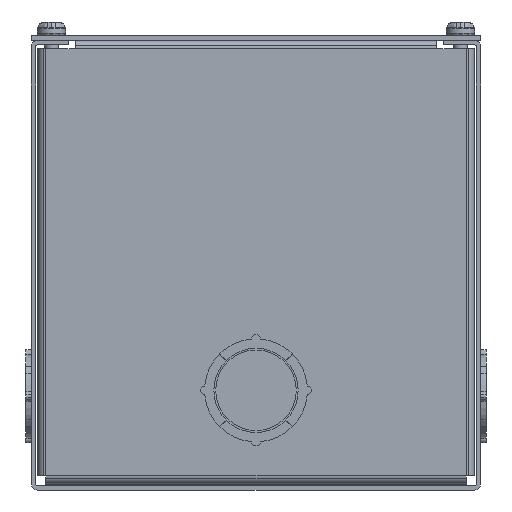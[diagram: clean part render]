
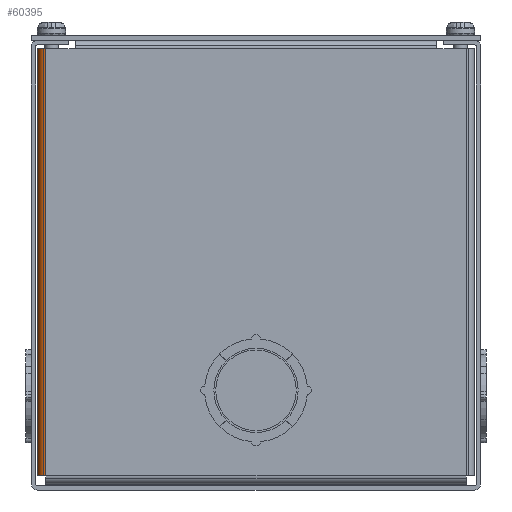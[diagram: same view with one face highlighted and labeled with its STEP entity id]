
A CAD part, front view. The second image highlights one B-rep face of the part: STEP entity #60395.
In plain terms, the highlighted cylindrical face has radius 2.743 mm (diameter 5.486 mm), a partial arc.
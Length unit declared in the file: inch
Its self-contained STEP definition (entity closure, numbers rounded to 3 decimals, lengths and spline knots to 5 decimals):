
#23 = DIRECTION ( 'NONE',  ( 0., 0., -1. ) ) ;
#3772 = CARTESIAN_POINT ( 'NONE',  ( -2.807, -23.892, 5.892 ) ) ;
#4662 = DIRECTION ( 'NONE',  ( 0., -1., 0. ) ) ;
#4697 = CARTESIAN_POINT ( 'NONE',  ( -2.915, -23.892, 0.188 ) ) ;
#7435 = EDGE_CURVE ( 'NONE', #23297, #50091, #19080, .T. ) ;
#9196 = CARTESIAN_POINT ( 'NONE',  ( -2.807, -24., 0.188 ) ) ;
#12023 = LINE ( 'NONE', #33041, #15116 ) ;
#15116 = VECTOR ( 'NONE', #53254, 39.37008 ) ;
#18285 = VECTOR ( 'NONE', #23, 39.37008 ) ;
#19080 = CIRCLE ( 'NONE', #44338, 0.108 ) ;
#23297 = VERTEX_POINT ( 'NONE', #63398 ) ;
#24788 = DIRECTION ( 'NONE',  ( 0., 0., 1. ) ) ;
#25671 = DIRECTION ( 'NONE',  ( 0., 0., 1. ) ) ;
#27545 = CARTESIAN_POINT ( 'NONE',  ( -2.807, -23.892, 0.188 ) ) ;
#28479 = VERTEX_POINT ( 'NONE', #4697 ) ;
#29949 = EDGE_CURVE ( 'NONE', #50091, #33020, #12023, .T. ) ;
#30102 = CARTESIAN_POINT ( 'NONE',  ( -2.807, -24., 5.892 ) ) ;
#30112 = ORIENTED_EDGE ( 'NONE', *, *, #7435, .F. ) ;
#32342 = EDGE_CURVE ( 'NONE', #23297, #28479, #64282, .T. ) ;
#33020 = VERTEX_POINT ( 'NONE', #9196 ) ;
#33041 = CARTESIAN_POINT ( 'NONE',  ( -2.807, -24., 0.188 ) ) ;
#33362 = DIRECTION ( 'NONE',  ( 0., -1., 0. ) ) ;
#35330 = CARTESIAN_POINT ( 'NONE',  ( -2.807, -23.892, 0.188 ) ) ;
#36002 = FACE_OUTER_BOUND ( 'NONE', #64446, .T. ) ;
#38695 = CIRCLE ( 'NONE', #56172, 0.108 ) ;
#42678 = AXIS2_PLACEMENT_3D ( 'NONE', #35330, #25671, #4662 ) ;
#44338 = AXIS2_PLACEMENT_3D ( 'NONE', #3772, #24788, #64502 ) ;
#50091 = VERTEX_POINT ( 'NONE', #30102 ) ;
#52670 = EDGE_CURVE ( 'NONE', #28479, #33020, #38695, .T. ) ;
#53254 = DIRECTION ( 'NONE',  ( 0., 0., -1. ) ) ;
#53266 = CARTESIAN_POINT ( 'NONE',  ( -2.915, -23.892, 0.188 ) ) ;
#56172 = AXIS2_PLACEMENT_3D ( 'NONE', #27545, #58435, #33362 ) ;
#56209 = CYLINDRICAL_SURFACE ( 'NONE', #42678, 0.108 ) ;
#56713 = ORIENTED_EDGE ( 'NONE', *, *, #32342, .T. ) ;
#58435 = DIRECTION ( 'NONE',  ( 0., 0., 1. ) ) ;
#60395 = ADVANCED_FACE ( 'NONE', ( #36002 ), #56209, .T. ) ;
#63398 = CARTESIAN_POINT ( 'NONE',  ( -2.915, -23.892, 5.892 ) ) ;
#64282 = LINE ( 'NONE', #53266, #18285 ) ;
#64446 = EDGE_LOOP ( 'NONE', ( #67916, #67224, #30112, #56713 ) ) ;
#64502 = DIRECTION ( 'NONE',  ( 0., -1., 0. ) ) ;
#67224 = ORIENTED_EDGE ( 'NONE', *, *, #29949, .F. ) ;
#67916 = ORIENTED_EDGE ( 'NONE', *, *, #52670, .T. ) ;
